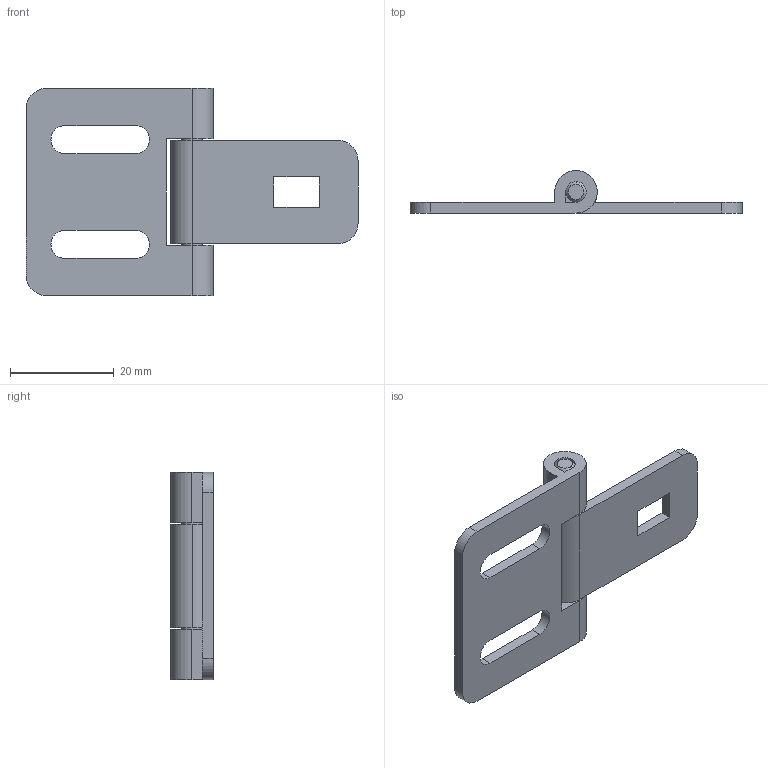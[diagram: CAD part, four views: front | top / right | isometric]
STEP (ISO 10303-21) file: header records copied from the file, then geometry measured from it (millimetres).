
FILE_DESCRIPTION (( 'STEP AP214' ), '1' );
FILE_NAME ('095990s.STEP', '2013-05-13T09:43:49', ( 'User' ), ( '' ), 'SwSTEP 2.0', 'SolidWorks 2012', '' );
FILE_SCHEMA (( 'AUTOMOTIVE_DESIGN' ));
Length unit declared in the file: millimetre
Products named in the file (4): Achse4x40; 095990-klein; 095990s; 095990-gro¯
Assembly tree (3 placements, depth 2):
  095990s
    095990-klein
    095990-gro¯
    Achse4x40
Bounding box: 64 x 8.2 x 40 mm (x, y, z)
Volume: 5145.6 mm3; surface area: 5744.7 mm2
Topology: 3 solids, 3 shells, 54 faces, 140 edges, 92 vertices
Faces by surface type: plane 29, cylinder 21, cone 4
Entity records: 1836 total; most frequent: DIRECTION 306, CARTESIAN_POINT 292, ORIENTED_EDGE 280, EDGE_CURVE 140, AXIS2_PLACEMENT_3D 106, LINE 94, VECTOR 94, VERTEX_POINT 92
